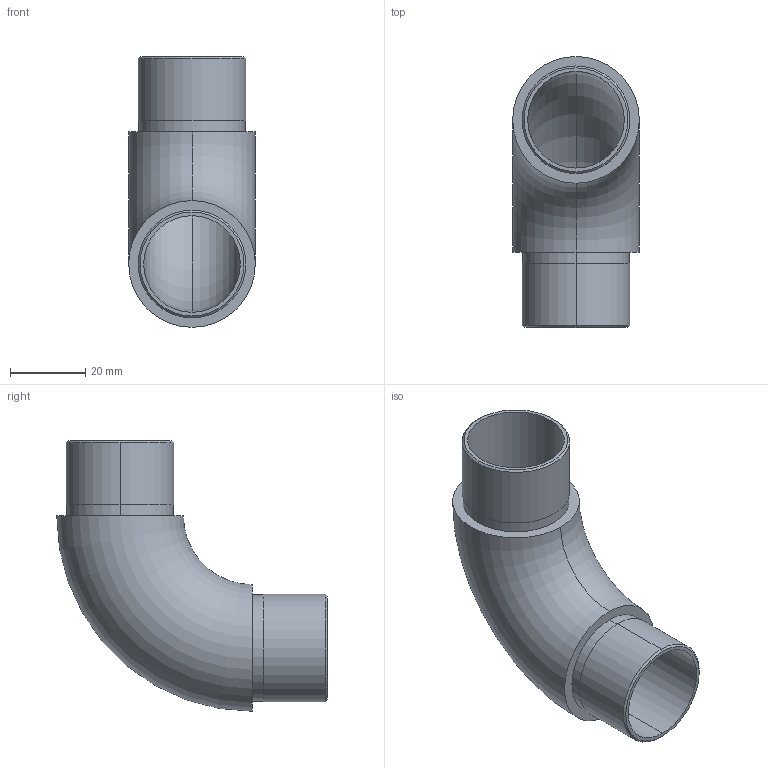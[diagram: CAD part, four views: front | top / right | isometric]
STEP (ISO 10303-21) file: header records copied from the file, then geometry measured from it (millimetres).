
FILE_DESCRIPTION (( 'STEP AP203' ), '1' );
FILE_NAME ('56161-320-25.step', '2021-06-10T13:31:48', ( '' ), ( '' ), 'SwSTEP 2.0', 'SolidWorks 2018', '' );
FILE_SCHEMA (( 'CONFIG_CONTROL_DESIGN' ));
Length unit declared in the file: millimetre
Products named in the file (2): 56161-320-25
Bounding box: 33.7 x 72 x 72 mm (x, y, z)
Volume: 25424 mm3; surface area: 17894.6 mm2
Topology: 1 solids, 1 shells, 285 faces, 755 edges, 494 vertices
Faces by surface type: bspline 117, plane 113, cylinder 47, torus 4, cone 4
Entity records: 13677 total; most frequent: CARTESIAN_POINT 7270, ORIENTED_EDGE 1510, DIRECTION 939, EDGE_CURVE 755, VERTEX_POINT 494, LINE 351, VECTOR 351, EDGE_LOOP 309
